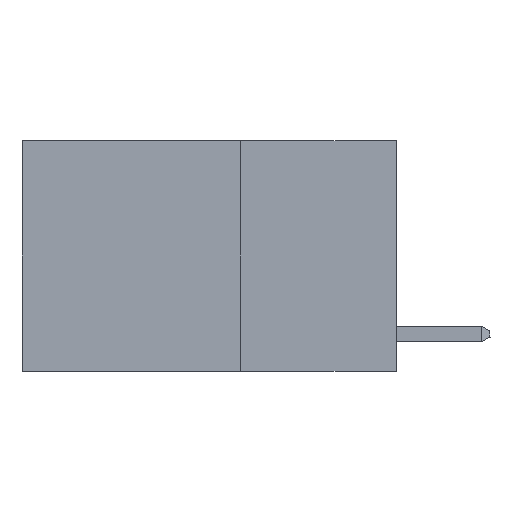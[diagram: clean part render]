
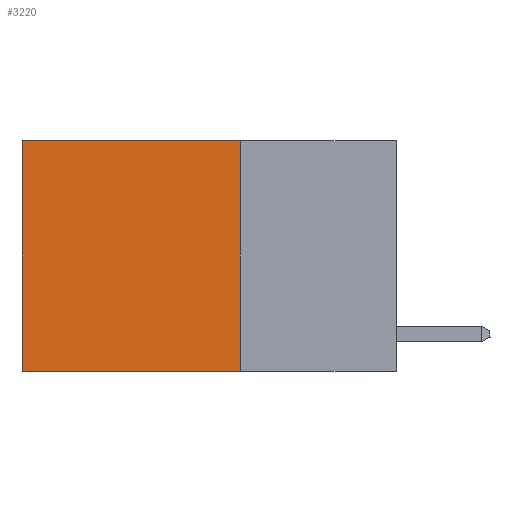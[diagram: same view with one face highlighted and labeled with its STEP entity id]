
A CAD part, left-side view. The second image highlights one B-rep face of the part: STEP entity #3220.
In plain terms, the highlighted planar face has unit normal (-1, 0, 0).
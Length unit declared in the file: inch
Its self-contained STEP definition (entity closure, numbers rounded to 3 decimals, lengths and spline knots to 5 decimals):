
#226 = DIRECTION ( 'NONE',  ( 0., 0., -1. ) ) ;
#579 = LINE ( 'NONE', #3892, #11927 ) ;
#739 = ORIENTED_EDGE ( 'NONE', *, *, #21514, .T. ) ;
#1268 = ORIENTED_EDGE ( 'NONE', *, *, #15843, .F. ) ;
#1694 = DIRECTION ( 'NONE',  ( 0., 0., -1. ) ) ;
#3000 = CARTESIAN_POINT ( 'NONE',  ( 0.2625, 0.6, 0. ) ) ;
#3220 = ADVANCED_FACE ( 'NONE', ( #4220 ), #11207, .F. ) ;
#3892 = CARTESIAN_POINT ( 'NONE',  ( 0.2625, 0.6, 0. ) ) ;
#4220 = FACE_OUTER_BOUND ( 'NONE', #7372, .T. ) ;
#4230 = VERTEX_POINT ( 'NONE', #3000 ) ;
#5796 = VECTOR ( 'NONE', #1694, 39.37008 ) ;
#6074 = LINE ( 'NONE', #19917, #10075 ) ;
#7052 = CARTESIAN_POINT ( 'NONE',  ( 0.2625, 0.25, 0. ) ) ;
#7372 = EDGE_LOOP ( 'NONE', ( #19884, #20805, #1268, #739 ) ) ;
#9483 = DIRECTION ( 'NONE',  ( 1., 0., 0. ) ) ;
#9592 = CARTESIAN_POINT ( 'NONE',  ( 0.2625, 0.25, 0. ) ) ;
#10075 = VECTOR ( 'NONE', #22207, 39.37008 ) ;
#11207 = PLANE ( 'NONE',  #15587 ) ;
#11927 = VECTOR ( 'NONE', #226, 39.37008 ) ;
#12850 = EDGE_CURVE ( 'NONE', #18143, #20821, #6074, .T. ) ;
#13046 = EDGE_CURVE ( 'NONE', #4230, #20821, #579, .T. ) ;
#13238 = VECTOR ( 'NONE', #16999, 39.37008 ) ;
#14579 = CARTESIAN_POINT ( 'NONE',  ( 0.2625, 0.25, -0.37 ) ) ;
#15544 = LINE ( 'NONE', #15659, #13238 ) ;
#15587 = AXIS2_PLACEMENT_3D ( 'NONE', #9592, #9483, #16477 ) ;
#15659 = CARTESIAN_POINT ( 'NONE',  ( 0.2625, 0.25, 0. ) ) ;
#15843 = EDGE_CURVE ( 'NONE', #19363, #18143, #22425, .T. ) ;
#16477 = DIRECTION ( 'NONE',  ( 0., 0., -1. ) ) ;
#16833 = CARTESIAN_POINT ( 'NONE',  ( 0.2625, 0.6, -0.37 ) ) ;
#16999 = DIRECTION ( 'NONE',  ( 0., 1., 0. ) ) ;
#17413 = CARTESIAN_POINT ( 'NONE',  ( 0.2625, 0.25, 0. ) ) ;
#18143 = VERTEX_POINT ( 'NONE', #14579 ) ;
#19363 = VERTEX_POINT ( 'NONE', #17413 ) ;
#19884 = ORIENTED_EDGE ( 'NONE', *, *, #13046, .T. ) ;
#19917 = CARTESIAN_POINT ( 'NONE',  ( 0.2625, 0.25, -0.37 ) ) ;
#20805 = ORIENTED_EDGE ( 'NONE', *, *, #12850, .F. ) ;
#20821 = VERTEX_POINT ( 'NONE', #16833 ) ;
#21514 = EDGE_CURVE ( 'NONE', #19363, #4230, #15544, .T. ) ;
#22207 = DIRECTION ( 'NONE',  ( 0., 1., 0. ) ) ;
#22425 = LINE ( 'NONE', #7052, #5796 ) ;
